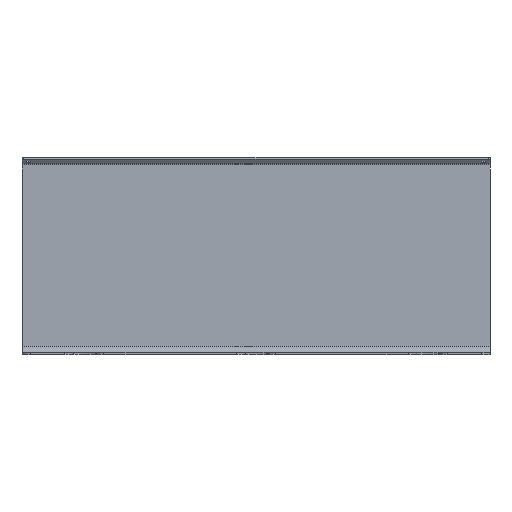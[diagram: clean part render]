
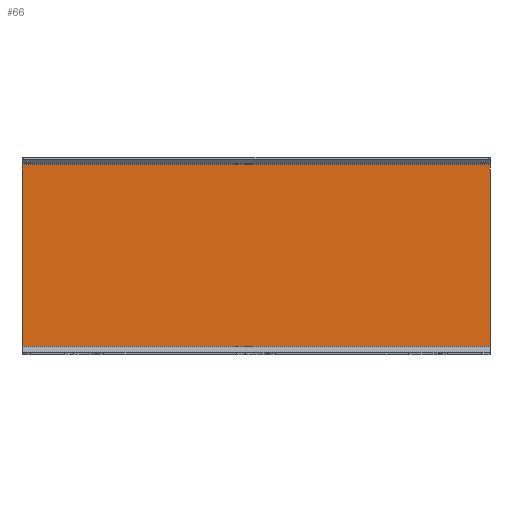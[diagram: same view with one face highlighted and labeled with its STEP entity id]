
A CAD part, front view. The second image highlights one B-rep face of the part: STEP entity #66.
In plain terms, the highlighted planar face has unit normal (0, -1, 0).
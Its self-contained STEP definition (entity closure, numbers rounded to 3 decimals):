
#66=ADVANCED_FACE('',(#135),#136,.F.);
#135=FACE_OUTER_BOUND('',#244,.T.);
#136=PLANE('',#245);
#244=EDGE_LOOP('',(#478,#479,#480,#481));
#245=AXIS2_PLACEMENT_3D('',#482,#483,#484);
#478=ORIENTED_EDGE('',*,*,#878,.F.);
#479=ORIENTED_EDGE('',*,*,#825,.F.);
#480=ORIENTED_EDGE('',*,*,#879,.F.);
#481=ORIENTED_EDGE('',*,*,#831,.F.);
#482=CARTESIAN_POINT('',(0.0,0.0,0.0));
#483=DIRECTION('',(-0.0,1.0,0.0));
#484=DIRECTION('',(1.0,0.0,0.0));
#825=EDGE_CURVE('',#1014,#1016,#1017,.T.);
#831=EDGE_CURVE('',#1026,#1028,#1029,.T.);
#878=EDGE_CURVE('',#1016,#1026,#1111,.T.);
#879=EDGE_CURVE('',#1028,#1014,#1112,.T.);
#1014=VERTEX_POINT('',#1288);
#1016=VERTEX_POINT('',#1290);
#1017=LINE('',#1291,#1292);
#1026=VERTEX_POINT('',#1304);
#1028=VERTEX_POINT('',#1306);
#1029=LINE('',#1307,#1308);
#1111=LINE('',#1416,#1417);
#1112=LINE('',#1418,#1419);
#1288=CARTESIAN_POINT('',(-150.0,0.0,-64.0));
#1290=CARTESIAN_POINT('',(-150.0,0.0,52.204));
#1291=CARTESIAN_POINT('',(-150.0,0.0,-69.5));
#1292=VECTOR('',#1611,1000.0);
#1304=CARTESIAN_POINT('',(150.0,0.0,52.204));
#1306=CARTESIAN_POINT('',(150.0,0.0,-64.0));
#1307=CARTESIAN_POINT('',(150.0,0.0,69.5));
#1308=VECTOR('',#1621,1000.0);
#1416=CARTESIAN_POINT('',(-150.0,0.0,52.204));
#1417=VECTOR('',#1708,1000.0);
#1418=CARTESIAN_POINT('',(150.0,0.0,-64.0));
#1419=VECTOR('',#1709,1000.0);
#1611=DIRECTION('',(0.0,0.0,1.0));
#1621=DIRECTION('',(0.0,0.0,-1.0));
#1708=DIRECTION('',(1.0,0.0,0.0));
#1709=DIRECTION('',(-1.0,0.0,0.0));
